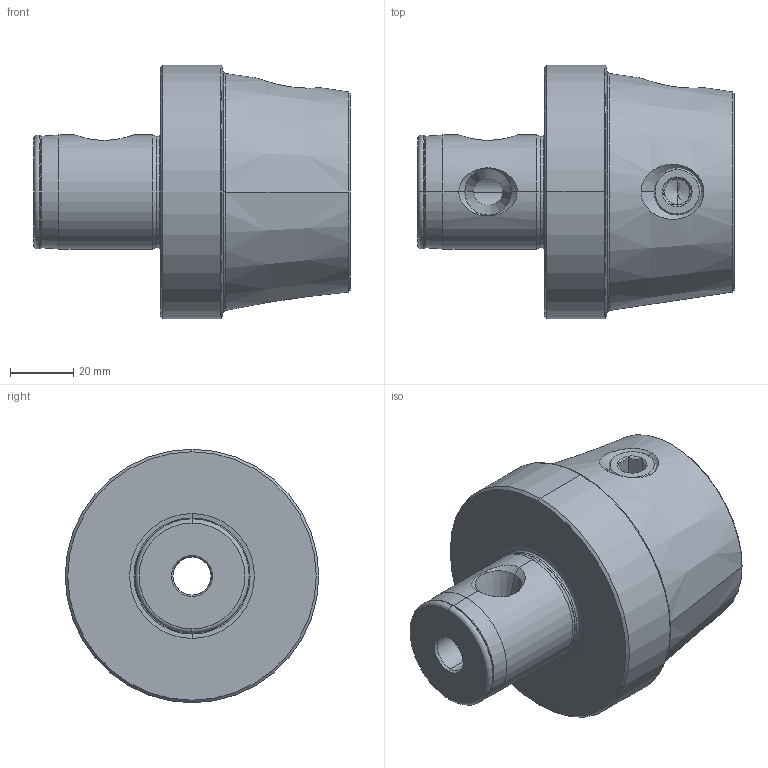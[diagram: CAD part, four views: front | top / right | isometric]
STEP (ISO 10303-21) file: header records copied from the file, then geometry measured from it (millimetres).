
FILE_DESCRIPTION (( 'STEP AP203' ), '1' );
FILE_NAME ('A84.080.063.060.STEP', '2018-03-13T14:40:11', ( 'SWIAdmin' ), ( 'Hewlett-Packard Company' ), 'SwSTEP 2.0', 'SolidWorks 2017', '' );
FILE_SCHEMA (( 'CONFIG_CONTROL_DESIGN' ));
Length unit declared in the file: millimetre
Products named in the file (3): WH8-WH6.K01.060_B; WH6-ER1.001.021; A84.080.063.060
Assembly tree (3 placements, depth 2):
  A84.080.063.060
    WH8-WH6.K01.060_B
    WH6-ER1.001.021  x2
Bounding box: 100 x 80 x 80 mm (x, y, z)
Volume: 239675.8 mm3; surface area: 37411.8 mm2
Topology: 3 solids, 3 shells, 128 faces, 282 edges, 156 vertices
Faces by surface type: cone 48, plane 32, torus 24, cylinder 24
Entity records: 3761 total; most frequent: CARTESIAN_POINT 1207, DIRECTION 518, ORIENTED_EDGE 436, AXIS2_PLACEMENT_3D 218, EDGE_CURVE 218, VERTEX_POINT 121, CIRCLE 112, EDGE_LOOP 109
